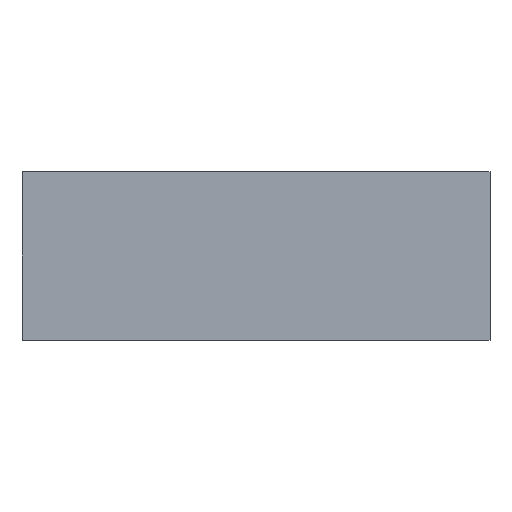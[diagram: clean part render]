
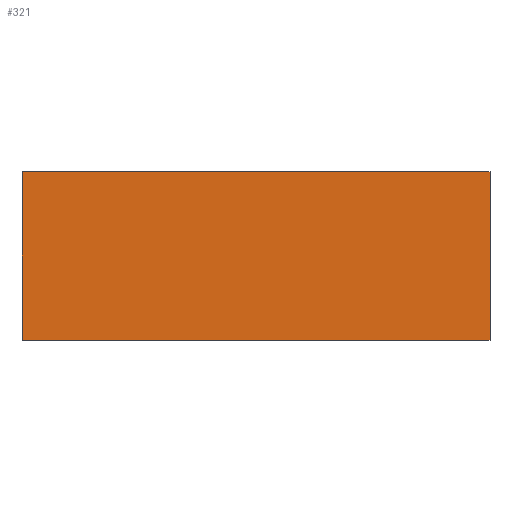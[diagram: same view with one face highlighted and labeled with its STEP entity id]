
A CAD part, front view. The second image highlights one B-rep face of the part: STEP entity #321.
In plain terms, the highlighted planar face has unit normal (0, -1, 0).
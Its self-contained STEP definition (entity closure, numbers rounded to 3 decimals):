
#30=FACE_OUTER_BOUND('',#47,.T.);
#47=EDGE_LOOP('',(#246,#247,#248,#249));
#70=LINE('',#496,#109);
#79=LINE('',#515,#118);
#80=LINE('',#518,#119);
#81=LINE('',#519,#120);
#109=VECTOR('',#399,1.);
#118=VECTOR('',#418,1.);
#119=VECTOR('',#421,1.);
#120=VECTOR('',#422,1.);
#150=VERTEX_POINT('',#493);
#151=VERTEX_POINT('',#495);
#156=VERTEX_POINT('',#513);
#157=VERTEX_POINT('',#517);
#181=EDGE_CURVE('',#151,#150,#70,.T.);
#191=EDGE_CURVE('',#151,#156,#79,.T.);
#192=EDGE_CURVE('',#156,#157,#80,.T.);
#193=EDGE_CURVE('',#150,#157,#81,.T.);
#246=ORIENTED_EDGE('',*,*,#192,.F.);
#247=ORIENTED_EDGE('',*,*,#191,.F.);
#248=ORIENTED_EDGE('',*,*,#181,.T.);
#249=ORIENTED_EDGE('',*,*,#193,.T.);
#306=PLANE('',#362);
#321=ADVANCED_FACE('',(#30),#306,.F.);
#362=AXIS2_PLACEMENT_3D('',#516,#419,#420);
#399=DIRECTION('',(0.,0.,1.));
#418=DIRECTION('',(-1.,0.,0.));
#419=DIRECTION('center_axis',(0.,1.,0.));
#420=DIRECTION('ref_axis',(0.,0.,-1.));
#421=DIRECTION('',(0.,0.,1.));
#422=DIRECTION('',(-1.,0.,0.));
#493=CARTESIAN_POINT('',(1000.,-16.,16.));
#495=CARTESIAN_POINT('',(1000.,-16.,-38.));
#496=CARTESIAN_POINT('',(1000.,-16.,-38.));
#513=CARTESIAN_POINT('',(850.,-16.,-38.));
#515=CARTESIAN_POINT('',(1000.,-16.,-38.));
#516=CARTESIAN_POINT('Origin',(1000.,-16.,-38.));
#517=CARTESIAN_POINT('',(850.,-16.,16.));
#518=CARTESIAN_POINT('',(850.,-16.,-38.));
#519=CARTESIAN_POINT('',(1000.,-16.,16.));
